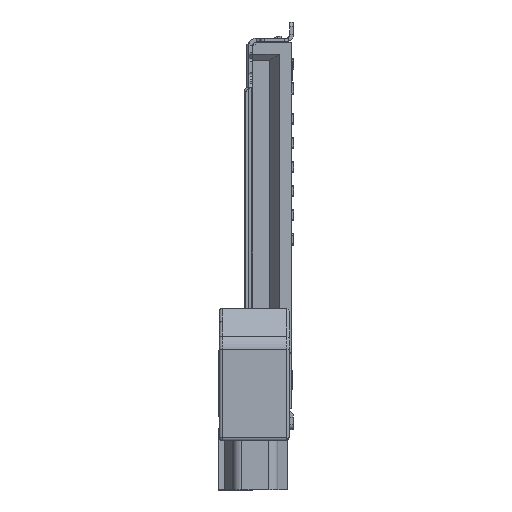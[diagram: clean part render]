
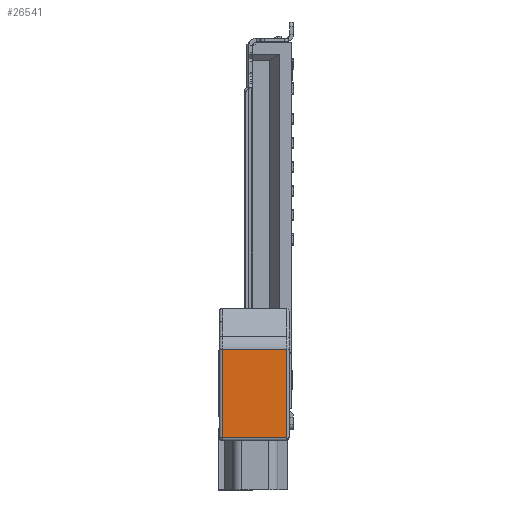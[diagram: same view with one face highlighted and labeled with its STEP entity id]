
A CAD part, left-side view. The second image highlights one B-rep face of the part: STEP entity #26541.
In plain terms, the highlighted planar face has unit normal (-1, 0, 0).
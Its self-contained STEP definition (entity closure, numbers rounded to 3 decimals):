
#444 = VERTEX_POINT ( 'NONE', #10118 ) ;
#1895 = LINE ( 'NONE', #10410, #7288 ) ;
#2123 = EDGE_LOOP ( 'NONE', ( #18377, #14659, #4837, #2899 ) ) ;
#2899 = ORIENTED_EDGE ( 'NONE', *, *, #14231, .T. ) ;
#3393 = CARTESIAN_POINT ( 'NONE',  ( -30.9, 3.85, -4.355 ) ) ;
#4478 = VECTOR ( 'NONE', #15281, 1000. ) ;
#4837 = ORIENTED_EDGE ( 'NONE', *, *, #28567, .T. ) ;
#6540 = DIRECTION ( 'NONE',  ( 0., 1., 0. ) ) ;
#6661 = VERTEX_POINT ( 'NONE', #20732 ) ;
#7288 = VECTOR ( 'NONE', #17319, 1000. ) ;
#7394 = EDGE_CURVE ( 'NONE', #21272, #6661, #29600, .T. ) ;
#10118 = CARTESIAN_POINT ( 'NONE',  ( -30.9, 0.3, -11.155 ) ) ;
#10329 = DIRECTION ( 'NONE',  ( 0., 1., 0. ) ) ;
#10410 = CARTESIAN_POINT ( 'NONE',  ( -30.9, 0.3, -6.519 ) ) ;
#10857 = VERTEX_POINT ( 'NONE', #18723 ) ;
#11092 = LINE ( 'NONE', #28995, #23242 ) ;
#12528 = PLANE ( 'NONE',  #13341 ) ;
#13341 = AXIS2_PLACEMENT_3D ( 'NONE', #3393, #24047, #10329 ) ;
#14231 = EDGE_CURVE ( 'NONE', #444, #10857, #1895, .T. ) ;
#14659 = ORIENTED_EDGE ( 'NONE', *, *, #7394, .T. ) ;
#15281 = DIRECTION ( 'NONE',  ( 0., 0., -1. ) ) ;
#17319 = DIRECTION ( 'NONE',  ( 0., 0., 1. ) ) ;
#17527 = EDGE_CURVE ( 'NONE', #10857, #21272, #23594, .T. ) ;
#17566 = DIRECTION ( 'NONE',  ( 0., -1., 0. ) ) ;
#17958 = CARTESIAN_POINT ( 'NONE',  ( -30.9, 3.85, -6.519 ) ) ;
#18377 = ORIENTED_EDGE ( 'NONE', *, *, #17527, .T. ) ;
#18723 = CARTESIAN_POINT ( 'NONE',  ( -30.9, 0.3, -6.519 ) ) ;
#20732 = CARTESIAN_POINT ( 'NONE',  ( -30.9, 3.7, -11.155 ) ) ;
#21272 = VERTEX_POINT ( 'NONE', #21461 ) ;
#21461 = CARTESIAN_POINT ( 'NONE',  ( -30.9, 3.7, -6.519 ) ) ;
#23242 = VECTOR ( 'NONE', #17566, 1000. ) ;
#23594 = LINE ( 'NONE', #17958, #24324 ) ;
#24047 = DIRECTION ( 'NONE',  ( -1., 0., 0. ) ) ;
#24068 = FACE_OUTER_BOUND ( 'NONE', #2123, .T. ) ;
#24324 = VECTOR ( 'NONE', #6540, 1000. ) ;
#26541 = ADVANCED_FACE ( 'NONE', ( #24068 ), #12528, .T. ) ;
#28567 = EDGE_CURVE ( 'NONE', #6661, #444, #11092, .T. ) ;
#28995 = CARTESIAN_POINT ( 'NONE',  ( -30.9, 3.85, -11.155 ) ) ;
#29003 = CARTESIAN_POINT ( 'NONE',  ( -30.9, 3.7, -4.355 ) ) ;
#29600 = LINE ( 'NONE', #29003, #4478 ) ;
